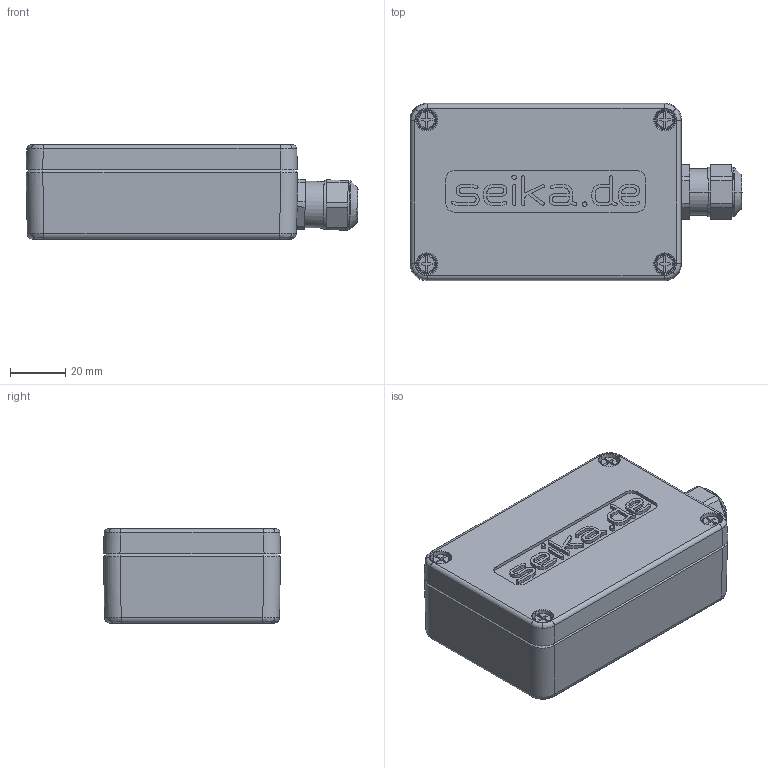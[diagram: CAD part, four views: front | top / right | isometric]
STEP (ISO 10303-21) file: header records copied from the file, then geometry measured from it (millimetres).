
FILE_DESCRIPTION(/* description */ ('VariCAD 2023-2.08 AP-214'),/* implementation_level */ '2;1');
FILE_NAME(/* name */ 'SB_Box_64x98x34_Rose_M16x1.5_ATEX_mit_Logo.stp',/* time_stamp */ '2026-04-20T14:32:06+01:00',/* author */ (''),/* organization */ (''),/* preprocessor_version */ 'VariCAD 2023-2.08',/* originating_system */ 'VariCAD 2023-2.08; kernel version (20180118)',/* authorisation */ '');
FILE_SCHEMA(('AUTOMOTIVE_DESIGN'));
Products named in the file (18): SB_Box_64x98x34_Rose_M16x1.5_ATEX_mit_Logo; EX1080.17.100 8; 01011_Standard; 82002_Standard; 02011_Standard; 93132_Standard
Assembly tree (17 placements, depth 2):
  SB_Box_64x98x34_Rose_M16x1.5_ATEX_mit_Logo
    EX1080.17.100 8
    01011_Standard
    82002_Standard
    02011_Standard
    93132_Standard
    93132_Standard
    93132_Standard
    93132_Standard
    (unnamed)
    (unnamed)
    (unnamed)
    (unnamed)
    (unnamed)
    (unnamed)
    (unnamed)
    (unnamed)
    (unnamed)
Bounding box: 119.84 x 64 x 34 mm (x, y, z)
Volume: 73766.4 mm3; surface area: 54139.8 mm2
Topology: 17 solids, 19 shells, 1128 faces, 2639 edges, 1564 vertices
Faces by surface type: plane 276, cylinder 270, torus 235, cone 175, bspline 172
Entity records: 58630 total; most frequent: CARTESIAN_POINT 33524, ORIENTED_EDGE 5226, DIRECTION 5042, EDGE_CURVE 2613, AXIS2_PLACEMENT_3D 2061, VERTEX_POINT 1564, EDGE_LOOP 1205, ADVANCED_FACE 1128
